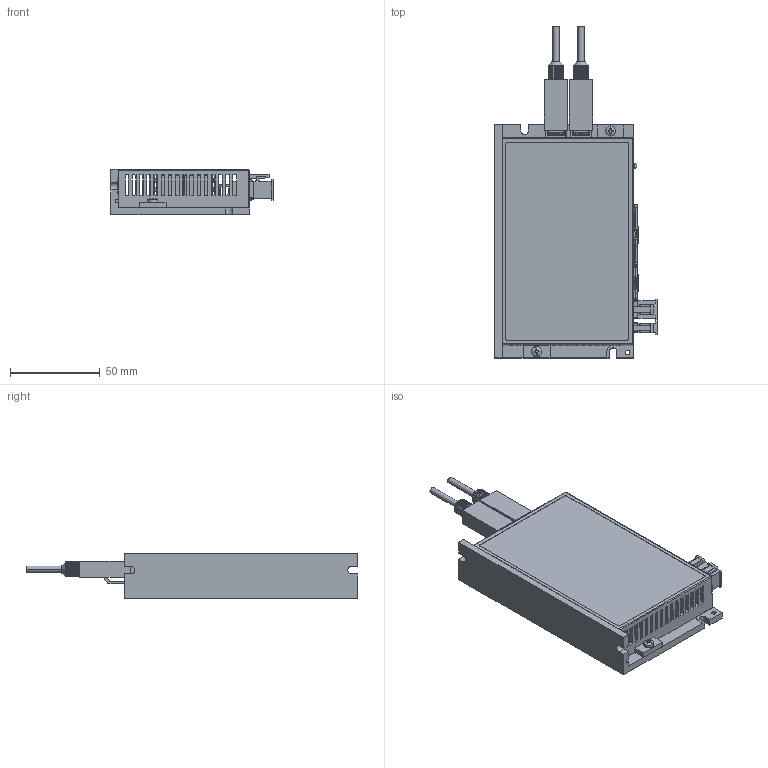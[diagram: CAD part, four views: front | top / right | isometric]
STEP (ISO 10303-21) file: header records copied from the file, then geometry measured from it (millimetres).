
FILE_DESCRIPTION (( 'STEP AP203' ), '1' );
FILE_NAME ('SSDC-IP.STEP', '2018-01-25T05:16:25', ( '' ), ( '' ), 'SwSTEP 2.0', 'SolidWorks 2015', '' );
FILE_SCHEMA (( 'CONFIG_CONTROL_DESIGN' ));
Products named in the file (1): SSDC-IP
Bounding box: 90.42 x 185 x 25.5 mm (x, y, z)
Surface area: 102430.9 mm2 (no closed solid volume)
Topology: 0 solids, 141 shells, 5070 faces, 16122 edges, 11310 vertices
Faces by surface type: plane 3724, cylinder 871, bspline 351, cone 109, torus 9, sphere 6
Entity records: 190717 total; most frequent: CARTESIAN_POINT 50493, ORIENTED_EDGE 28798, DIRECTION 26839, EDGE_CURVE 16114, VECTOR 12505, LINE 12505, VERTEX_POINT 11310, AXIS2_PLACEMENT_3D 7167
